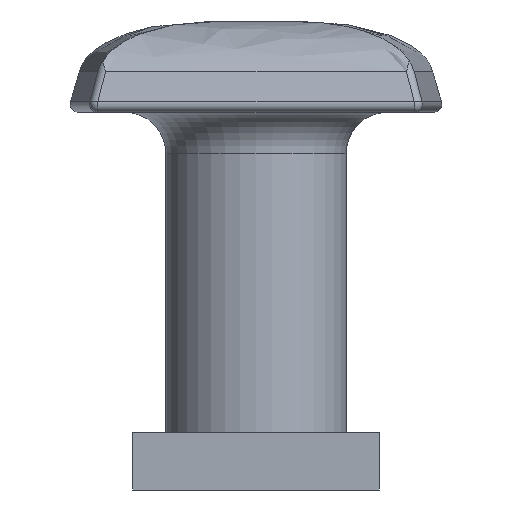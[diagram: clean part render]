
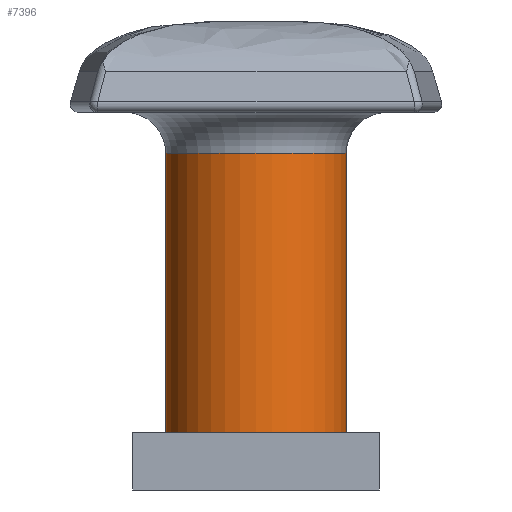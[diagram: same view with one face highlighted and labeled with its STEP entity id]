
A CAD part, front view. The second image highlights one B-rep face of the part: STEP entity #7396.
In plain terms, the highlighted cylindrical face has radius 11 mm (diameter 22 mm), a full revolution.
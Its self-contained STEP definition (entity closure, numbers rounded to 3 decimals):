
#773 = ORIENTED_EDGE ( 'NONE', *, *, #3934, .F. ) ;
#866 = CYLINDRICAL_SURFACE ( 'NONE', #5962, 11. ) ;
#1143 = FACE_OUTER_BOUND ( 'NONE', #2976, .T. ) ;
#1549 = CIRCLE ( 'NONE', #3651, 11. ) ;
#1605 = DIRECTION ( 'NONE',  ( 0., 0., -1. ) ) ;
#2188 = EDGE_CURVE ( 'NONE', #3176, #3176, #1549, .T. ) ;
#2525 = ORIENTED_EDGE ( 'NONE', *, *, #2188, .T. ) ;
#2537 = CARTESIAN_POINT ( 'NONE',  ( 0., 0., -120.113 ) ) ;
#2976 = EDGE_LOOP ( 'NONE', ( #773 ) ) ;
#3176 = VERTEX_POINT ( 'NONE', #10732 ) ;
#3265 = DIRECTION ( 'NONE',  ( 0., 0., 1. ) ) ;
#3651 = AXIS2_PLACEMENT_3D ( 'NONE', #6060, #1605, #5096 ) ;
#3934 = EDGE_CURVE ( 'NONE', #3984, #3984, #4139, .T. ) ;
#3984 = VERTEX_POINT ( 'NONE', #7232 ) ;
#4008 = CARTESIAN_POINT ( 'NONE',  ( 0., 0., -39. ) ) ;
#4139 = CIRCLE ( 'NONE', #8984, 11. ) ;
#5096 = DIRECTION ( 'NONE',  ( -1., 0., 0. ) ) ;
#5150 = EDGE_LOOP ( 'NONE', ( #2525 ) ) ;
#5153 = DIRECTION ( 'NONE',  ( 1., 0., 0. ) ) ;
#5962 = AXIS2_PLACEMENT_3D ( 'NONE', #2537, #3265, #5153 ) ;
#6060 = CARTESIAN_POINT ( 'NONE',  ( 0., 0., -5. ) ) ;
#6699 = DIRECTION ( 'NONE',  ( -1., 0., 0. ) ) ;
#7232 = CARTESIAN_POINT ( 'NONE',  ( -11., 0., -39. ) ) ;
#7396 = ADVANCED_FACE ( 'NONE', ( #7990, #1143 ), #866, .T. ) ;
#7990 = FACE_OUTER_BOUND ( 'NONE', #5150, .T. ) ;
#8984 = AXIS2_PLACEMENT_3D ( 'NONE', #4008, #9165, #6699 ) ;
#9165 = DIRECTION ( 'NONE',  ( 0., 0., -1. ) ) ;
#10732 = CARTESIAN_POINT ( 'NONE',  ( -11., 0., -5. ) ) ;
